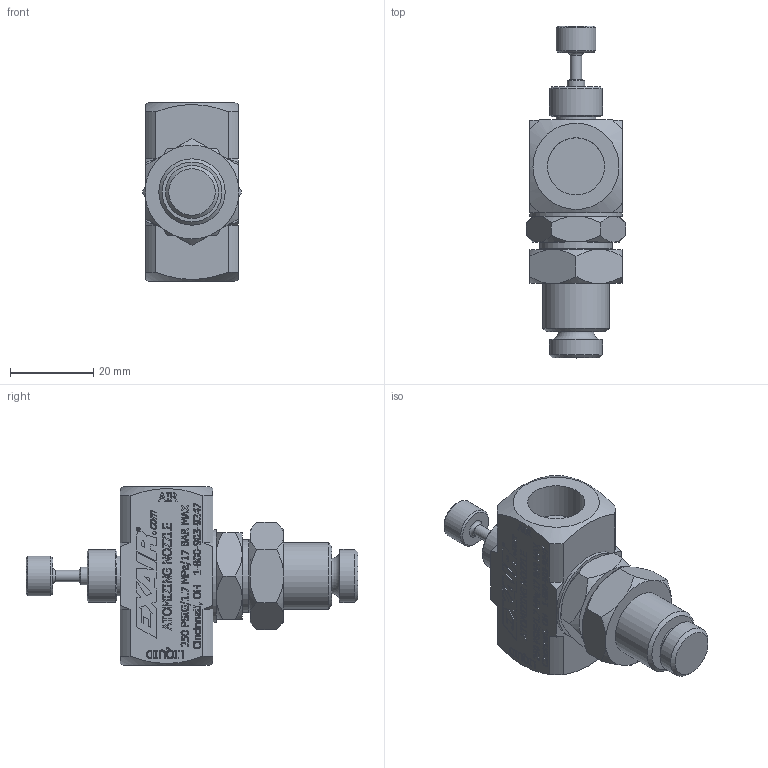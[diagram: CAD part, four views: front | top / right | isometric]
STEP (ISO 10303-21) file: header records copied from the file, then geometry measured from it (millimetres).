
FILE_DESCRIPTION(/* description */ (''),/* implementation_level */ '2;1');
FILE_NAME(/* name */ 'AT1010SS.stp',/* time_stamp */ '2014-07-22T10:48:45-04:00',/* author */ ('Dan Preston'),/* organization */ (''),/* preprocessor_version */ 'ST-DEVELOPER v15.2',/* originating_system */ 'Autodesk Inventor 2014',/* authorisation */ '');
FILE_SCHEMA (('AUTOMOTIVE_DESIGN { 1 0 10303 214 3 1 1 }'));
Length unit declared in the file: inch
Products named in the file (1): AT1010SS
Bounding box: 23.83 x 79.52 x 42.86 mm (x, y, z)
Volume: 28818.9 mm3; surface area: 8662.5 mm2
Topology: 1 solids, 1 shells, 1322 faces, 3562 edges, 2373 vertices
Faces by surface type: plane 815, bspline 443, cone 42, cylinder 20, torus 2
Full cylindrical faces by diameter (mm): 2.794 x1, 4.143 x1, 9.525 x2, 12.7 x2, 13.716 x2, 15.875 x1, 17.277 x1, 19.05 x1, 22.225 x1
Entity records: 43344 total; most frequent: CARTESIAN_POINT 13387, ORIENTED_EDGE 7060, DIRECTION 4415, EDGE_CURVE 3530, LINE 2493, VECTOR 2493, VERTEX_POINT 2365, EDGE_LOOP 1477
